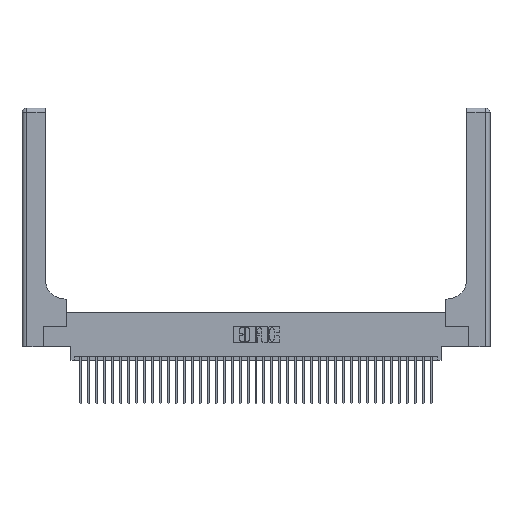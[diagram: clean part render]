
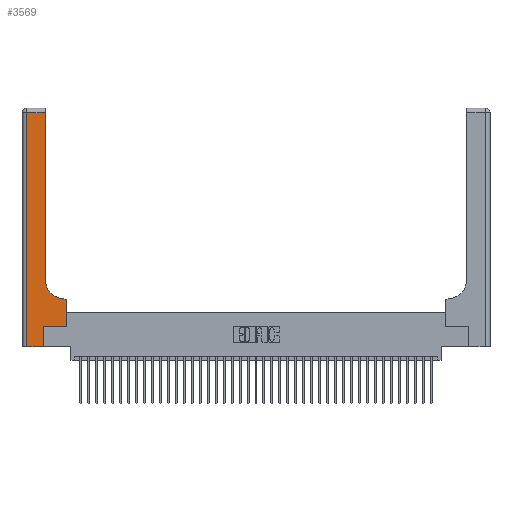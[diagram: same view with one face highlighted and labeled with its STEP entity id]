
A CAD part, top view. The second image highlights one B-rep face of the part: STEP entity #3569.
In plain terms, the highlighted planar face has unit normal (0, 0, 1).
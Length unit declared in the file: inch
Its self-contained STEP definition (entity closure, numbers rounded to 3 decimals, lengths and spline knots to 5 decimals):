
#199 = ORIENTED_EDGE ( 'NONE', *, *, #2929, .T. ) ;
#624 = VERTEX_POINT ( 'NONE', #33952 ) ;
#1177 = DIRECTION ( 'NONE',  ( -1., 0., 0. ) ) ;
#1613 = DIRECTION ( 'NONE',  ( 0., -1., 0. ) ) ;
#1869 = VECTOR ( 'NONE', #27434, 39.37008 ) ;
#2219 = CARTESIAN_POINT ( 'NONE',  ( 0.269, 0., 0.37 ) ) ;
#2929 = EDGE_CURVE ( 'NONE', #16293, #10807, #6766, .T. ) ;
#3338 = DIRECTION ( 'NONE',  ( 0., 0., -1. ) ) ;
#3569 = ADVANCED_FACE ( 'NONE', ( #18332 ), #19134, .F. ) ;
#5289 = EDGE_CURVE ( 'NONE', #35347, #6777, #21104, .T. ) ;
#6766 = LINE ( 'NONE', #21664, #21291 ) ;
#6777 = VERTEX_POINT ( 'NONE', #29513 ) ;
#6802 = DIRECTION ( 'NONE',  ( 0., 1., 0. ) ) ;
#7693 = VERTEX_POINT ( 'NONE', #10810 ) ;
#8539 = AXIS2_PLACEMENT_3D ( 'NONE', #16425, #34826, #22692 ) ;
#8635 = AXIS2_PLACEMENT_3D ( 'NONE', #37450, #3338, #25685 ) ;
#8694 = EDGE_CURVE ( 'NONE', #624, #34901, #12718, .T. ) ;
#9013 = ORIENTED_EDGE ( 'NONE', *, *, #34920, .T. ) ;
#10032 = CARTESIAN_POINT ( 'NONE',  ( 0.2915, 0.6, 0.37 ) ) ;
#10807 = VERTEX_POINT ( 'NONE', #36278 ) ;
#10810 = CARTESIAN_POINT ( 'NONE',  ( 0.06, 2.94, 0.37 ) ) ;
#11089 = CIRCLE ( 'NONE', #8635, 0.25 ) ;
#11814 = CARTESIAN_POINT ( 'NONE',  ( 0., 2.94, 0.37 ) ) ;
#12439 = EDGE_CURVE ( 'NONE', #6777, #16293, #11089, .T. ) ;
#12718 = LINE ( 'NONE', #18999, #20975 ) ;
#13876 = ORIENTED_EDGE ( 'NONE', *, *, #12439, .T. ) ;
#14037 = CARTESIAN_POINT ( 'NONE',  ( 0.5585, 0.6, 0.37 ) ) ;
#15262 = VECTOR ( 'NONE', #1613, 39.37008 ) ;
#15264 = ORIENTED_EDGE ( 'NONE', *, *, #5289, .T. ) ;
#16132 = DIRECTION ( 'NONE',  ( 1., 0., 0. ) ) ;
#16293 = VERTEX_POINT ( 'NONE', #16484 ) ;
#16425 = CARTESIAN_POINT ( 'NONE',  ( 0., 3., 0.37 ) ) ;
#16484 = CARTESIAN_POINT ( 'NONE',  ( 0.2915, 0.85, 0.37 ) ) ;
#17345 = DIRECTION ( 'NONE',  ( 0., 1., 0. ) ) ;
#17377 = EDGE_LOOP ( 'NONE', ( #199, #34995, #30564, #37708, #19464, #39920, #9013, #15264, #13876 ) ) ;
#18332 = FACE_OUTER_BOUND ( 'NONE', #17377, .T. ) ;
#18469 = VERTEX_POINT ( 'NONE', #25526 ) ;
#18999 = CARTESIAN_POINT ( 'NONE',  ( 0., 0., 0.37 ) ) ;
#19134 = PLANE ( 'NONE',  #8539 ) ;
#19464 = ORIENTED_EDGE ( 'NONE', *, *, #37290, .T. ) ;
#20975 = VECTOR ( 'NONE', #16132, 39.37008 ) ;
#21104 = LINE ( 'NONE', #10032, #36746 ) ;
#21291 = VECTOR ( 'NONE', #6802, 39.37008 ) ;
#21664 = CARTESIAN_POINT ( 'NONE',  ( 0.2915, 3., 0.37 ) ) ;
#21715 = EDGE_CURVE ( 'NONE', #10807, #7693, #23151, .T. ) ;
#22692 = DIRECTION ( 'NONE',  ( -1., 0., 0. ) ) ;
#23151 = LINE ( 'NONE', #11814, #1869 ) ;
#23307 = VECTOR ( 'NONE', #17345, 39.37008 ) ;
#23504 = LINE ( 'NONE', #38739, #15262 ) ;
#24684 = VECTOR ( 'NONE', #30195, 39.37008 ) ;
#25526 = CARTESIAN_POINT ( 'NONE',  ( 0.5585, 0.25, 0.37 ) ) ;
#25685 = DIRECTION ( 'NONE',  ( 1., 0., 0. ) ) ;
#27096 = CARTESIAN_POINT ( 'NONE',  ( 0.269, 0., 0.37 ) ) ;
#27434 = DIRECTION ( 'NONE',  ( -1., 0., 0. ) ) ;
#27688 = LINE ( 'NONE', #2219, #23307 ) ;
#28405 = CARTESIAN_POINT ( 'NONE',  ( 0.269, 0.25, 0.37 ) ) ;
#29513 = CARTESIAN_POINT ( 'NONE',  ( 0.5415, 0.6, 0.37 ) ) ;
#29917 = EDGE_CURVE ( 'NONE', #7693, #624, #23504, .T. ) ;
#30195 = DIRECTION ( 'NONE',  ( 1., 0., 0. ) ) ;
#30469 = CARTESIAN_POINT ( 'NONE',  ( 0.269, 0.25, 0.37 ) ) ;
#30564 = ORIENTED_EDGE ( 'NONE', *, *, #29917, .T. ) ;
#33198 = VECTOR ( 'NONE', #33487, 39.37008 ) ;
#33487 = DIRECTION ( 'NONE',  ( 0., 1., 0. ) ) ;
#33695 = LINE ( 'NONE', #40204, #33198 ) ;
#33952 = CARTESIAN_POINT ( 'NONE',  ( 0.06, 0., 0.37 ) ) ;
#34826 = DIRECTION ( 'NONE',  ( 0., 0., -1. ) ) ;
#34901 = VERTEX_POINT ( 'NONE', #27096 ) ;
#34920 = EDGE_CURVE ( 'NONE', #18469, #35347, #33695, .T. ) ;
#34954 = LINE ( 'NONE', #30469, #24684 ) ;
#34995 = ORIENTED_EDGE ( 'NONE', *, *, #21715, .T. ) ;
#35347 = VERTEX_POINT ( 'NONE', #14037 ) ;
#36278 = CARTESIAN_POINT ( 'NONE',  ( 0.2915, 2.94, 0.37 ) ) ;
#36516 = VERTEX_POINT ( 'NONE', #28405 ) ;
#36746 = VECTOR ( 'NONE', #1177, 39.37008 ) ;
#37290 = EDGE_CURVE ( 'NONE', #34901, #36516, #27688, .T. ) ;
#37450 = CARTESIAN_POINT ( 'NONE',  ( 0.5415, 0.85, 0.37 ) ) ;
#37708 = ORIENTED_EDGE ( 'NONE', *, *, #8694, .T. ) ;
#38739 = CARTESIAN_POINT ( 'NONE',  ( 0.06, 3., 0.37 ) ) ;
#38784 = EDGE_CURVE ( 'NONE', #36516, #18469, #34954, .T. ) ;
#39920 = ORIENTED_EDGE ( 'NONE', *, *, #38784, .T. ) ;
#40204 = CARTESIAN_POINT ( 'NONE',  ( 0.5585, 0.25, 0.37 ) ) ;
